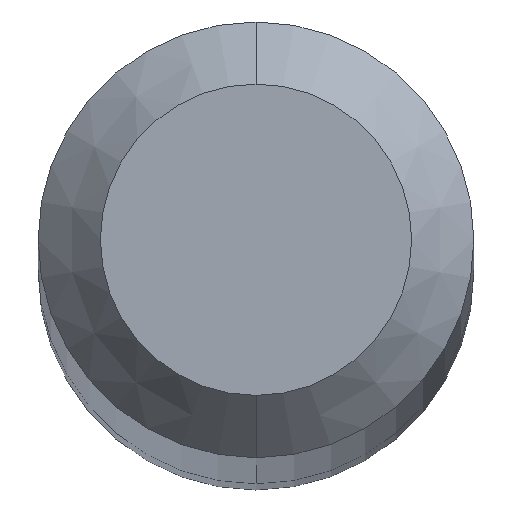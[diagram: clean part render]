
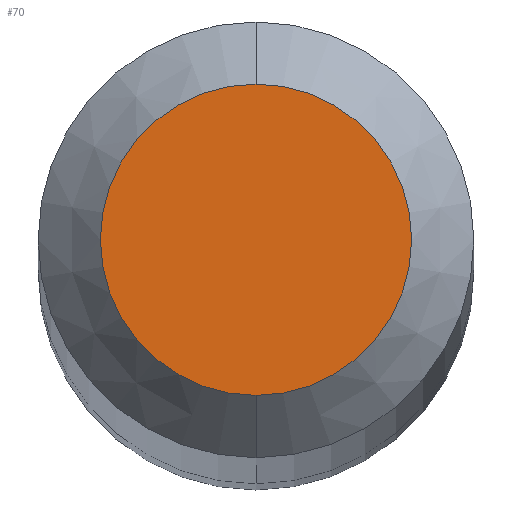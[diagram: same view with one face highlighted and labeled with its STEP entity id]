
A CAD part, top view. The second image highlights one B-rep face of the part: STEP entity #70.
In plain terms, the highlighted planar face has unit normal (0, 0, 1).
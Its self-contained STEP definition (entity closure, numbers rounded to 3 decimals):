
#9 = AXIS2_PLACEMENT_3D ( 'NONE', #64, #11, #33 ) ;
#11 = DIRECTION ( 'NONE',  ( 0., 0., -1. ) ) ;
#17 = CARTESIAN_POINT ( 'NONE',  ( 0., 0., 30. ) ) ;
#19 = AXIS2_PLACEMENT_3D ( 'NONE', #270, #143, #167 ) ;
#32 = EDGE_LOOP ( 'NONE', ( #133, #103 ) ) ;
#33 = DIRECTION ( 'NONE',  ( 0., 1., 0. ) ) ;
#40 = CIRCLE ( 'NONE', #9, 0.25 ) ;
#64 = CARTESIAN_POINT ( 'NONE',  ( 0., 0., 30. ) ) ;
#67 = DIRECTION ( 'NONE',  ( 0., 0., -1. ) ) ;
#70 = ADVANCED_FACE ( 'NONE', ( #91 ), #271, .F. ) ;
#91 = FACE_OUTER_BOUND ( 'NONE', #32, .T. ) ;
#103 = ORIENTED_EDGE ( 'NONE', *, *, #199, .F. ) ;
#116 = EDGE_CURVE ( 'NONE', #159, #235, #40, .T. ) ;
#133 = ORIENTED_EDGE ( 'NONE', *, *, #116, .F. ) ;
#143 = DIRECTION ( 'NONE',  ( 0., 0., -1. ) ) ;
#159 = VERTEX_POINT ( 'NONE', #296 ) ;
#167 = DIRECTION ( 'NONE',  ( 0., 1., 0. ) ) ;
#175 = DIRECTION ( 'NONE',  ( 0., 1., 0. ) ) ;
#199 = EDGE_CURVE ( 'NONE', #235, #159, #277, .T. ) ;
#220 = AXIS2_PLACEMENT_3D ( 'NONE', #17, #67, #175 ) ;
#235 = VERTEX_POINT ( 'NONE', #278 ) ;
#270 = CARTESIAN_POINT ( 'NONE',  ( 0., 0., 30. ) ) ;
#271 = PLANE ( 'NONE',  #19 ) ;
#277 = CIRCLE ( 'NONE', #220, 0.25 ) ;
#278 = CARTESIAN_POINT ( 'NONE',  ( 0., -0.25, 30. ) ) ;
#296 = CARTESIAN_POINT ( 'NONE',  ( 0., 0.25, 30. ) ) ;
